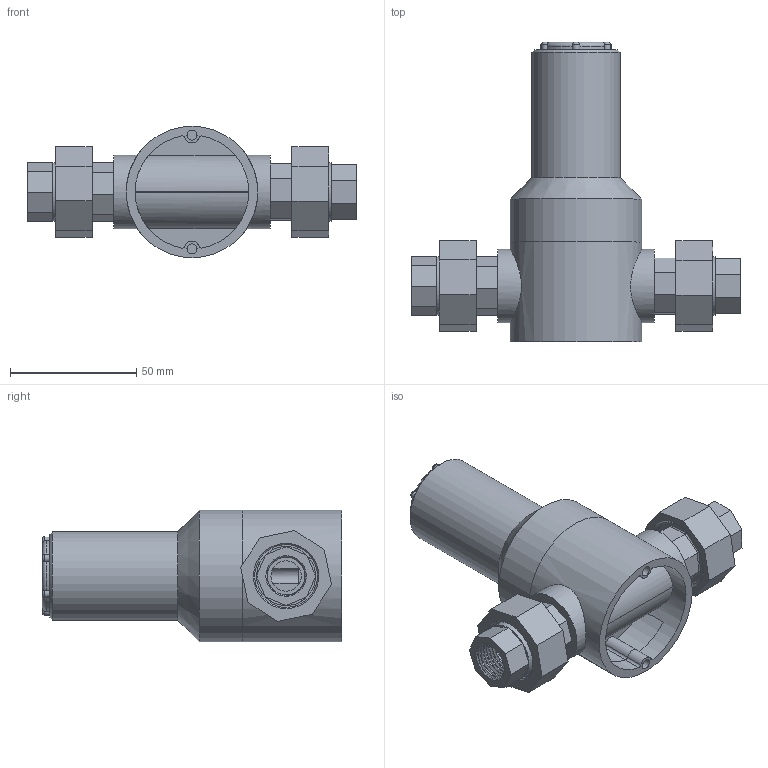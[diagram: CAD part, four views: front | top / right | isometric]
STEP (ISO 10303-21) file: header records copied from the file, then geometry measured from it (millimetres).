
FILE_DESCRIPTION (( 'STEP AP214' ), '1' );
FILE_NAME ('3-8-1103-3X.step', '2019-10-28T12:57:47', ( '' ), ( '' ), 'SwSTEP 2.0', 'SolidWorks 2020', '' );
FILE_SCHEMA (( 'AUTOMOTIVE_DESIGN' ));
Length unit declared in the file: millimetre
Products named in the file (9): PVC Bonnet all size_20mm GFPP; 3-8 316 union assembly; 3-8 Union nut; 316 cast 1-2 body; 16mm Cap; 3-8-1103-3X; 3-8 Union stub; 3-8 Union end
Assembly tree (11 placements, depth 3):
  3-8-1103-3X
    PVC Bonnet all size_20mm GFPP
    16mm Cap
    316 cast 1-2 body
    3-8 316 union assembly
      3-8 Union end
      3-8 Union nut
      3-8 Union stub
    3-8 316 union assembly
      3-8 Union end
      3-8 Union nut
      3-8 Union stub
Bounding box: 130 x 118.4 x 52 mm (x, y, z)
Volume: 196386.5 mm3; surface area: 57758.1 mm2
Topology: 9 solids, 9 shells, 310 faces, 731 edges, 463 vertices
Faces by surface type: plane 134, cylinder 119, bspline 28, cone 20, torus 9
Full cylindrical faces by diameter (mm): 4 x2, 6 x2, 12 x1, 15 x2, 17 x3, 18.631 x23, 21 x2, 23.271 x2, 23.5 x2, 24.8 x2, 26.5 x2, 27.2 x12, 29 x2, 35 x1, 35.504 x1, 38 x1, 52 x2
Entity records: 14025 total; most frequent: CARTESIAN_POINT 9765, DIRECTION 816, ORIENTED_EDGE 762, EDGE_CURVE 381, AXIS2_PLACEMENT_3D 340, EDGE_LOOP 264, VERTEX_POINT 263, FACE_OUTER_BOUND 225
